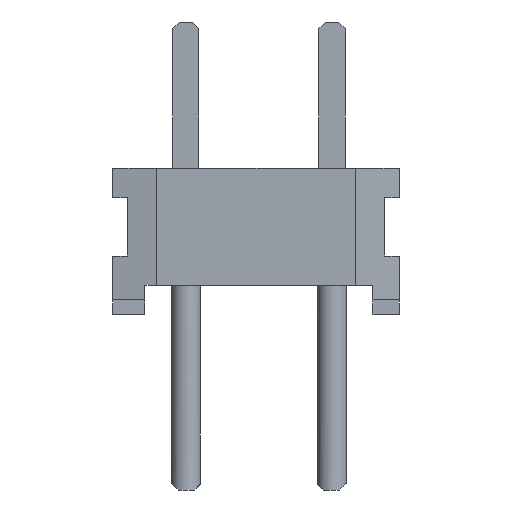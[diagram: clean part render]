
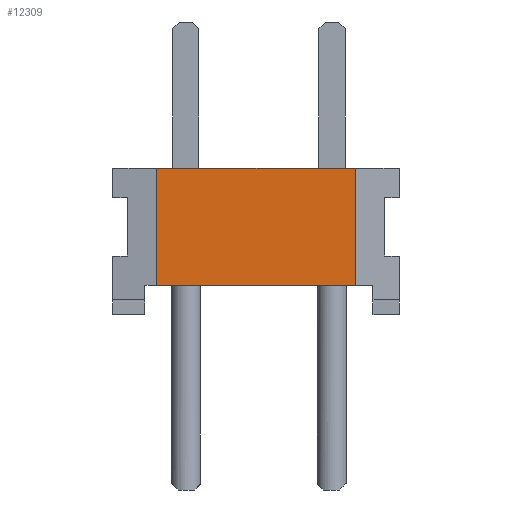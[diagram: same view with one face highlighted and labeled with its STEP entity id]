
A CAD part, left-side view. The second image highlights one B-rep face of the part: STEP entity #12309.
In plain terms, the highlighted planar face has unit normal (-1, 0, 0).
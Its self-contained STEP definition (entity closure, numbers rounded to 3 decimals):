
#12309 = ADVANCED_FACE('',(#12310),#12344,.F.);
#12310 = FACE_BOUND('',#12311,.T.);
#12311 = EDGE_LOOP('',(#12312,#12322,#12330,#12338));
#12312 = ORIENTED_EDGE('',*,*,#12313,.F.);
#12313 = EDGE_CURVE('',#12314,#12316,#12318,.T.);
#12314 = VERTEX_POINT('',#12315);
#12315 = CARTESIAN_POINT('',(-13.97,1.778,2.54));
#12316 = VERTEX_POINT('',#12317);
#12317 = CARTESIAN_POINT('',(-13.97,-1.676,2.54));
#12318 = LINE('',#12319,#12320);
#12319 = CARTESIAN_POINT('',(-13.97,2.54,2.54));
#12320 = VECTOR('',#12321,1.);
#12321 = DIRECTION('',(0.,-1.,0.));
#12322 = ORIENTED_EDGE('',*,*,#12323,.T.);
#12323 = EDGE_CURVE('',#12314,#12324,#12326,.T.);
#12324 = VERTEX_POINT('',#12325);
#12325 = CARTESIAN_POINT('',(-13.97,1.778,0.508));
#12326 = LINE('',#12327,#12328);
#12327 = CARTESIAN_POINT('',(-13.97,1.778,2.54));
#12328 = VECTOR('',#12329,1.);
#12329 = DIRECTION('',(0.,0.,-1.));
#12330 = ORIENTED_EDGE('',*,*,#12331,.T.);
#12331 = EDGE_CURVE('',#12324,#12332,#12334,.T.);
#12332 = VERTEX_POINT('',#12333);
#12333 = CARTESIAN_POINT('',(-13.97,-1.676,0.508));
#12334 = LINE('',#12335,#12336);
#12335 = CARTESIAN_POINT('',(-13.97,1.981,0.508));
#12336 = VECTOR('',#12337,1.);
#12337 = DIRECTION('',(0.,-1.,0.));
#12338 = ORIENTED_EDGE('',*,*,#12339,.T.);
#12339 = EDGE_CURVE('',#12332,#12316,#12340,.T.);
#12340 = LINE('',#12341,#12342);
#12341 = CARTESIAN_POINT('',(-13.97,-1.676,2.54));
#12342 = VECTOR('',#12343,1.);
#12343 = DIRECTION('',(0.,0.,1.));
#12344 = PLANE('',#12345);
#12345 = AXIS2_PLACEMENT_3D('',#12346,#12347,#12348);
#12346 = CARTESIAN_POINT('',(-13.97,2.54,2.54));
#12347 = DIRECTION('',(1.,0.,0.));
#12348 = DIRECTION('',(0.,1.,0.));
